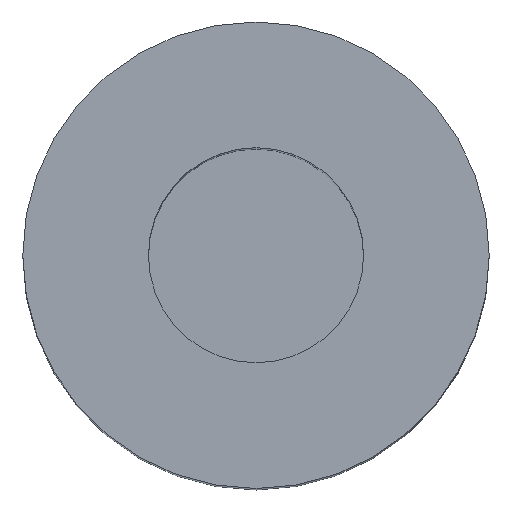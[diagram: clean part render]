
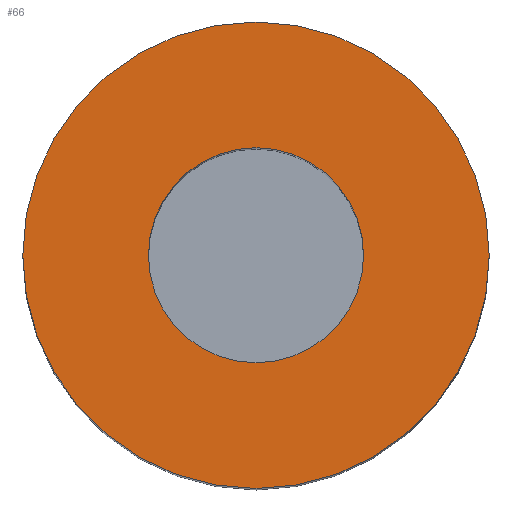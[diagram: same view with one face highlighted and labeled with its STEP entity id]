
A CAD part, top view. The second image highlights one B-rep face of the part: STEP entity #66.
In plain terms, the highlighted planar face has unit normal (0, 0, 1).
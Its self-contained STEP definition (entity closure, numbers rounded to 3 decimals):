
#15=FACE_BOUND('',#32,.T.);
#26=FACE_OUTER_BOUND('',#31,.T.);
#31=EDGE_LOOP('',(#57));
#32=EDGE_LOOP('',(#58));
#35=CIRCLE('',#86,4.15);
#36=CIRCLE('',#88,9.);
#39=VERTEX_POINT('',#120);
#40=VERTEX_POINT('',#124);
#43=EDGE_CURVE('',#39,#39,#35,.T.);
#45=EDGE_CURVE('',#40,#40,#36,.T.);
#57=ORIENTED_EDGE('',*,*,#45,.T.);
#58=ORIENTED_EDGE('',*,*,#43,.T.);
#61=PLANE('',#89);
#66=ADVANCED_FACE('',(#26,#15),#61,.T.);
#86=AXIS2_PLACEMENT_3D('',#121,#102,#103);
#88=AXIS2_PLACEMENT_3D('',#125,#107,#108);
#89=AXIS2_PLACEMENT_3D('',#127,#110,#111);
#102=DIRECTION('center_axis',(0.,0.,-1.));
#103=DIRECTION('ref_axis',(1.,0.,0.));
#107=DIRECTION('center_axis',(0.,0.,1.));
#108=DIRECTION('ref_axis',(1.,0.,0.));
#110=DIRECTION('center_axis',(0.,0.,1.));
#111=DIRECTION('ref_axis',(1.,0.,0.));
#120=CARTESIAN_POINT('',(-4.15,0.,30.));
#121=CARTESIAN_POINT('Origin',(0.,0.,30.));
#124=CARTESIAN_POINT('',(-9.,0.,30.));
#125=CARTESIAN_POINT('Origin',(0.,0.,30.));
#127=CARTESIAN_POINT('Origin',(0.,0.,30.));
